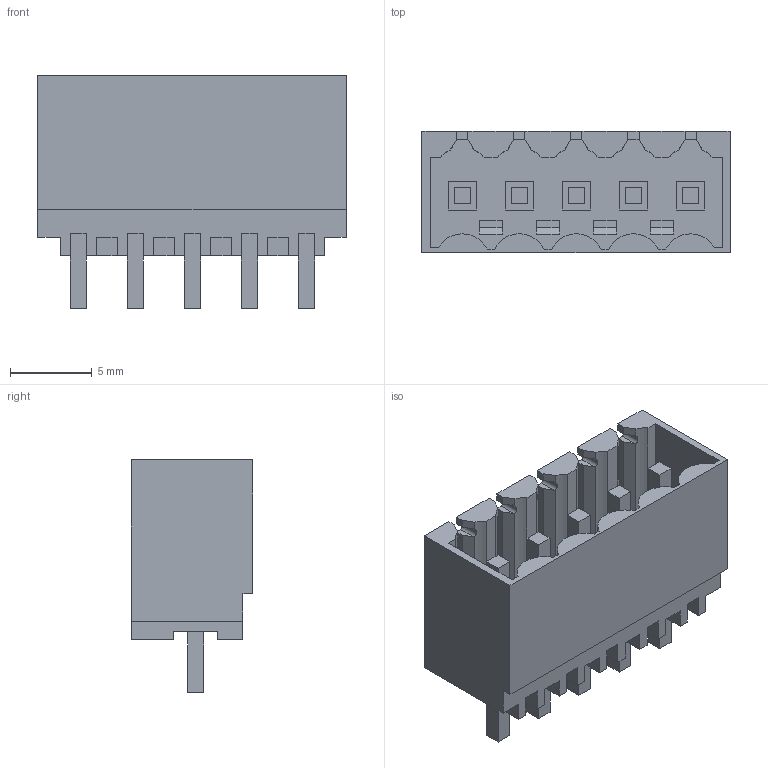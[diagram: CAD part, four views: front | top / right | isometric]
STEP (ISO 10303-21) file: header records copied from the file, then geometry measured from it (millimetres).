
FILE_DESCRIPTION(('CATIA V5 STEP Exchange','CAx-IF Rec.Pracs.--- Model Styling and Organization---1.2---2011-12-15'),'2;1');
FILE_NAME ('D1457250_0_1842350000_1842350000.stp','2018-03-20T08:47:02+00:00',('none'),('Weidmueller'),'CATIA Version 5-6 Release 2014','CATIA V5 STEP AP214','none');
FILE_SCHEMA(('AUTOMOTIVE_DESIGN { 1 0 10303 214 1 1 1 1 }'));
Length unit declared in the file: millimetre
Products named in the file (1): 1842350000
Bounding box: 18.9 x 7.45 x 14.25 mm (x, y, z)
Volume: 632.8 mm3; surface area: 1851.6 mm2
Topology: 6 solids, 6 shells, 371 faces, 1086 edges, 736 vertices
Faces by surface type: plane 336, cylinder 35
Entity records: 12669 total; most frequent: CARTESIAN_POINT 2525, ORIENTED_EDGE 2172, DIRECTION 1760, EDGE_CURVE 1086, VECTOR 996, LINE 996, VERTEX_POINT 736, AXIS2_PLACEMENT_3D 393
